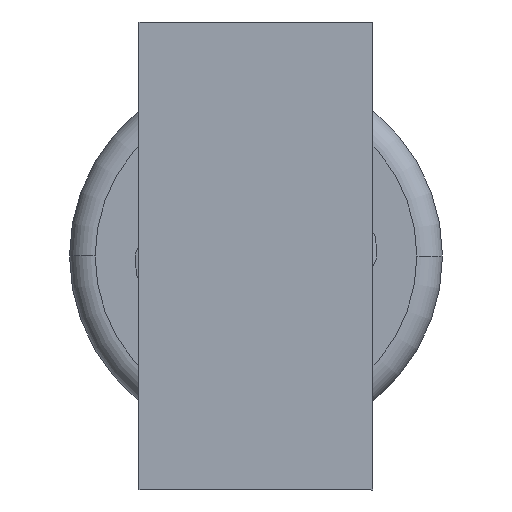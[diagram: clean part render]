
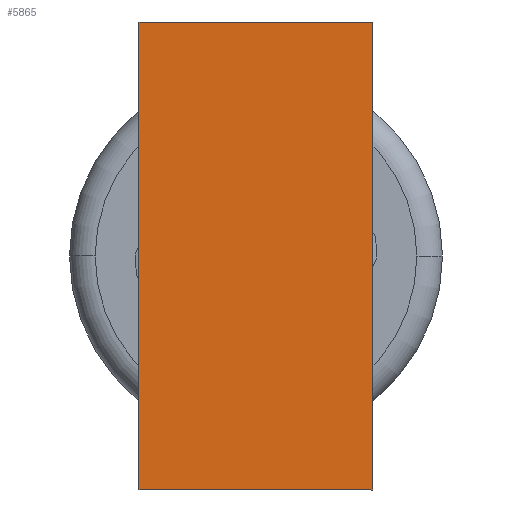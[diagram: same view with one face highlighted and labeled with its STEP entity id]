
A CAD part, front view. The second image highlights one B-rep face of the part: STEP entity #5865.
In plain terms, the highlighted planar face has unit normal (0, -1, 0).
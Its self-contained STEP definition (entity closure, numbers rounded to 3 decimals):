
#24 = LINE ( 'NONE', #2076, #1903 ) ;
#118 = VECTOR ( 'NONE', #2678, 1000. ) ;
#217 = EDGE_LOOP ( 'NONE', ( #3758, #3228, #2396, #3640 ) ) ;
#269 = DIRECTION ( 'NONE',  ( 0., -1., 0. ) ) ;
#541 = DIRECTION ( 'NONE',  ( 0., 0., 1. ) ) ;
#701 = FACE_OUTER_BOUND ( 'NONE', #217, .T. ) ;
#815 = CARTESIAN_POINT ( 'NONE',  ( 42.81, 16.734, 50.81 ) ) ;
#859 = LINE ( 'NONE', #5537, #118 ) ;
#1122 = EDGE_CURVE ( 'NONE', #5846, #6289, #5152, .T. ) ;
#1443 = CARTESIAN_POINT ( 'NONE',  ( 26.81, 16.734, 18.81 ) ) ;
#1513 = AXIS2_PLACEMENT_3D ( 'NONE', #2341, #269, #541 ) ;
#1903 = VECTOR ( 'NONE', #4634, 1000. ) ;
#2076 = CARTESIAN_POINT ( 'NONE',  ( 42.81, 16.734, 50.81 ) ) ;
#2078 = DIRECTION ( 'NONE',  ( 0., 0., 1. ) ) ;
#2341 = CARTESIAN_POINT ( 'NONE',  ( 26.81, 16.734, 50.81 ) ) ;
#2396 = ORIENTED_EDGE ( 'NONE', *, *, #3446, .F. ) ;
#2431 = CARTESIAN_POINT ( 'NONE',  ( 26.81, 16.734, 50.81 ) ) ;
#2678 = DIRECTION ( 'NONE',  ( 0., 0., -1. ) ) ;
#2913 = CARTESIAN_POINT ( 'NONE',  ( 26.81, 16.734, 50.81 ) ) ;
#3228 = ORIENTED_EDGE ( 'NONE', *, *, #1122, .F. ) ;
#3446 = EDGE_CURVE ( 'NONE', #3856, #5846, #4849, .T. ) ;
#3640 = ORIENTED_EDGE ( 'NONE', *, *, #6290, .F. ) ;
#3758 = ORIENTED_EDGE ( 'NONE', *, *, #4209, .F. ) ;
#3856 = VERTEX_POINT ( 'NONE', #4292 ) ;
#4209 = EDGE_CURVE ( 'NONE', #6289, #6140, #24, .T. ) ;
#4292 = CARTESIAN_POINT ( 'NONE',  ( 42.81, 16.734, 18.81 ) ) ;
#4530 = VECTOR ( 'NONE', #2078, 1000. ) ;
#4634 = DIRECTION ( 'NONE',  ( 1., 0., 0. ) ) ;
#4645 = VECTOR ( 'NONE', #5574, 1000. ) ;
#4849 = LINE ( 'NONE', #5176, #4645 ) ;
#5152 = LINE ( 'NONE', #2431, #4530 ) ;
#5176 = CARTESIAN_POINT ( 'NONE',  ( 42.81, 16.734, 18.81 ) ) ;
#5321 = PLANE ( 'NONE',  #1513 ) ;
#5537 = CARTESIAN_POINT ( 'NONE',  ( 42.81, 16.734, 50.81 ) ) ;
#5574 = DIRECTION ( 'NONE',  ( -1., 0., 0. ) ) ;
#5846 = VERTEX_POINT ( 'NONE', #1443 ) ;
#5865 = ADVANCED_FACE ( 'NONE', ( #701 ), #5321, .T. ) ;
#6140 = VERTEX_POINT ( 'NONE', #815 ) ;
#6289 = VERTEX_POINT ( 'NONE', #2913 ) ;
#6290 = EDGE_CURVE ( 'NONE', #6140, #3856, #859, .T. ) ;
